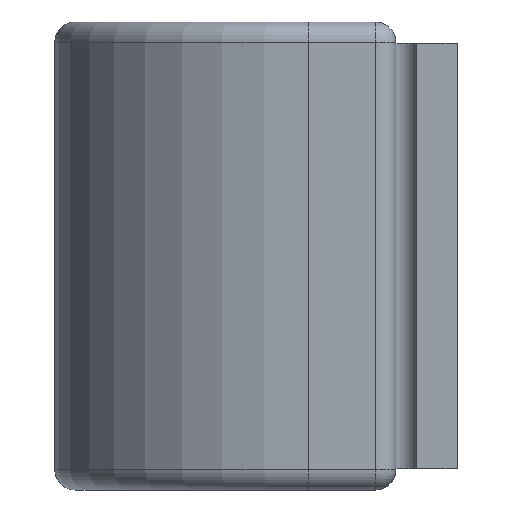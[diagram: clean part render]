
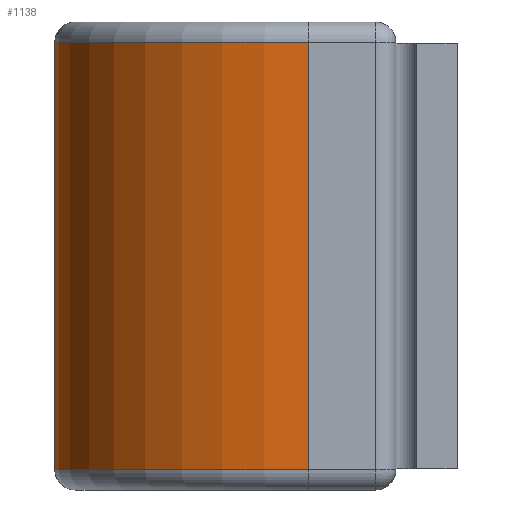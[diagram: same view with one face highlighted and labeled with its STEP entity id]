
A CAD part, left-side view. The second image highlights one B-rep face of the part: STEP entity #1138.
In plain terms, the highlighted cylindrical face has radius 9.461 mm (diameter 18.923 mm), a partial arc.
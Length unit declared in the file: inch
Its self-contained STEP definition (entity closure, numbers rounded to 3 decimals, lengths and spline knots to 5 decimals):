
#64 = CIRCLE ( 'NONE', #524, 0.3725 ) ;
#81 = EDGE_CURVE ( 'NONE', #1112, #1409, #415, .T. ) ;
#202 = FACE_OUTER_BOUND ( 'NONE', #1066, .T. ) ;
#203 = CARTESIAN_POINT ( 'NONE',  ( 1.3715, 0.21875, -0.31375 ) ) ;
#329 = DIRECTION ( 'NONE',  ( 0., 0., 1. ) ) ;
#415 = CIRCLE ( 'NONE', #515, 0.3725 ) ;
#420 = CYLINDRICAL_SURFACE ( 'NONE', #754, 0.3725 ) ;
#446 = CARTESIAN_POINT ( 'NONE',  ( 0.6265, 0.21875, -0.31375 ) ) ;
#460 = DIRECTION ( 'NONE',  ( 1., 0., 0. ) ) ;
#483 = EDGE_CURVE ( 'NONE', #1498, #981, #64, .T. ) ;
#515 = AXIS2_PLACEMENT_3D ( 'NONE', #1579, #1431, #1421 ) ;
#524 = AXIS2_PLACEMENT_3D ( 'NONE', #1259, #329, #1403 ) ;
#582 = EDGE_CURVE ( 'NONE', #1112, #1498, #1584, .T. ) ;
#623 = ORIENTED_EDGE ( 'NONE', *, *, #483, .F. ) ;
#628 = CARTESIAN_POINT ( 'NONE',  ( 1.3715, 0.21875, 0.31375 ) ) ;
#713 = LINE ( 'NONE', #446, #1483 ) ;
#754 = AXIS2_PLACEMENT_3D ( 'NONE', #1979, #1538, #460 ) ;
#763 = CARTESIAN_POINT ( 'NONE',  ( 1.3715, 0.21875, -0.31375 ) ) ;
#981 = VERTEX_POINT ( 'NONE', #1776 ) ;
#1066 = EDGE_LOOP ( 'NONE', ( #1254, #1393, #1252, #623 ) ) ;
#1068 = DIRECTION ( 'NONE',  ( 0., 0., 1. ) ) ;
#1083 = EDGE_CURVE ( 'NONE', #1409, #981, #713, .T. ) ;
#1112 = VERTEX_POINT ( 'NONE', #763 ) ;
#1132 = VECTOR ( 'NONE', #1740, 39.37008 ) ;
#1138 = ADVANCED_FACE ( 'NONE', ( #202 ), #420, .T. ) ;
#1252 = ORIENTED_EDGE ( 'NONE', *, *, #1083, .T. ) ;
#1254 = ORIENTED_EDGE ( 'NONE', *, *, #582, .F. ) ;
#1259 = CARTESIAN_POINT ( 'NONE',  ( 0.999, 0.21875, 0.31375 ) ) ;
#1393 = ORIENTED_EDGE ( 'NONE', *, *, #81, .T. ) ;
#1403 = DIRECTION ( 'NONE',  ( 1., 0., 0. ) ) ;
#1409 = VERTEX_POINT ( 'NONE', #1817 ) ;
#1421 = DIRECTION ( 'NONE',  ( 1., 0., 0. ) ) ;
#1431 = DIRECTION ( 'NONE',  ( 0., 0., 1. ) ) ;
#1483 = VECTOR ( 'NONE', #1068, 39.37008 ) ;
#1498 = VERTEX_POINT ( 'NONE', #628 ) ;
#1538 = DIRECTION ( 'NONE',  ( 0., 0., 1. ) ) ;
#1579 = CARTESIAN_POINT ( 'NONE',  ( 0.999, 0.21875, -0.31375 ) ) ;
#1584 = LINE ( 'NONE', #203, #1132 ) ;
#1740 = DIRECTION ( 'NONE',  ( 0., 0., 1. ) ) ;
#1776 = CARTESIAN_POINT ( 'NONE',  ( 0.6265, 0.21875, 0.31375 ) ) ;
#1817 = CARTESIAN_POINT ( 'NONE',  ( 0.6265, 0.21875, -0.31375 ) ) ;
#1979 = CARTESIAN_POINT ( 'NONE',  ( 0.999, 0.21875, 0.3125 ) ) ;
